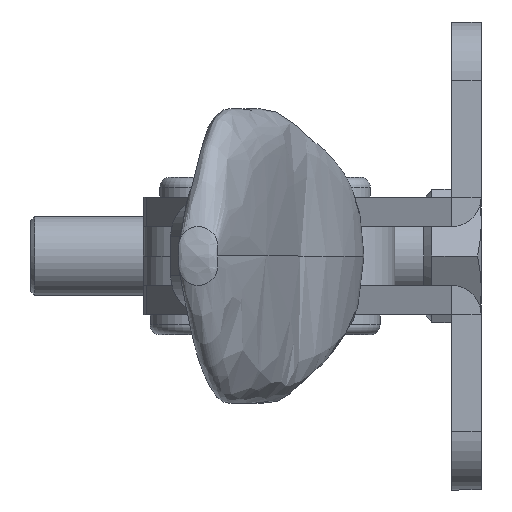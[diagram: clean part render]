
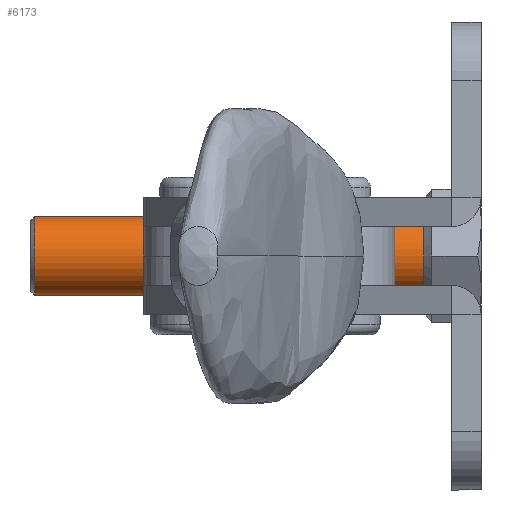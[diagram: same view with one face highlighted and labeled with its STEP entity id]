
A CAD part, left-side view. The second image highlights one B-rep face of the part: STEP entity #6173.
In plain terms, the highlighted cylindrical face has radius 2 mm (diameter 4 mm), a partial arc.
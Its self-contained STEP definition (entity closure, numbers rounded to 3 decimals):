
#1580 = FACE_OUTER_BOUND ( 'NONE', #22843, .T. ) ;
#1585 = CYLINDRICAL_SURFACE ( 'NONE', #7650, 2. ) ;
#5938 = CARTESIAN_POINT ( 'NONE',  ( 22.725, 0., -2. ) ) ;
#5948 = CARTESIAN_POINT ( 'NONE',  ( 2.925, 0., -2. ) ) ;
#5949 = CARTESIAN_POINT ( 'NONE',  ( 2.925, 0., 2. ) ) ;
#5958 = CARTESIAN_POINT ( 'NONE',  ( 22.725, 0., 2. ) ) ;
#6115 = DIRECTION ( 'NONE',  ( -1., 0., 0. ) ) ;
#6127 = CARTESIAN_POINT ( 'NONE',  ( 22.925, 0., -2. ) ) ;
#6131 = CARTESIAN_POINT ( 'NONE',  ( 22.725, 0., 0. ) ) ;
#6132 = DIRECTION ( 'NONE',  ( -1., 0., 0. ) ) ;
#6134 = DIRECTION ( 'NONE',  ( 0., 0., -1. ) ) ;
#6136 = CARTESIAN_POINT ( 'NONE',  ( 22.925, 0., 2. ) ) ;
#6137 = DIRECTION ( 'NONE',  ( -1., 0., 0. ) ) ;
#6143 = CARTESIAN_POINT ( 'NONE',  ( 2.925, 0., 0. ) ) ;
#6145 = DIRECTION ( 'NONE',  ( 1., 0., 0. ) ) ;
#6146 = DIRECTION ( 'NONE',  ( 0., 0., -1. ) ) ;
#6173 = ADVANCED_FACE ( 'NONE', ( #1580 ), #1585, .T. ) ;
#7650 = AXIS2_PLACEMENT_3D ( 'NONE', #13769, #13767, #13765 ) ;
#13765 = DIRECTION ( 'NONE',  ( 0., 0., 1. ) ) ;
#13767 = DIRECTION ( 'NONE',  ( -1., 0., 0. ) ) ;
#13769 = CARTESIAN_POINT ( 'NONE',  ( 22.925, 0., 0. ) ) ;
#16622 = CIRCLE ( 'NONE', #17488, 2. ) ;
#16625 = LINE ( 'NONE', #6127, #16629 ) ;
#16628 = CIRCLE ( 'NONE', #17489, 2. ) ;
#16629 = VECTOR ( 'NONE', #6137, 1000. ) ;
#16630 = LINE ( 'NONE', #6136, #16632 ) ;
#16632 = VECTOR ( 'NONE', #6115, 1000. ) ;
#17488 = AXIS2_PLACEMENT_3D ( 'NONE', #6131, #6132, #6134 ) ;
#17489 = AXIS2_PLACEMENT_3D ( 'NONE', #6143, #6145, #6146 ) ;
#18662 = VERTEX_POINT ( 'NONE', #5938 ) ;
#18672 = VERTEX_POINT ( 'NONE', #5948 ) ;
#18673 = VERTEX_POINT ( 'NONE', #5949 ) ;
#18683 = VERTEX_POINT ( 'NONE', #5958 ) ;
#19335 = EDGE_CURVE ( 'NONE', #18683, #18662, #16622, .T. ) ;
#19337 = EDGE_CURVE ( 'NONE', #18662, #18672, #16625, .T. ) ;
#19338 = EDGE_CURVE ( 'NONE', #18672, #18673, #16628, .T. ) ;
#19339 = EDGE_CURVE ( 'NONE', #18683, #18673, #16630, .T. ) ;
#22843 = EDGE_LOOP ( 'NONE', ( #23240, #23241, #23242, #23243 ) ) ;
#23240 = ORIENTED_EDGE ( 'NONE', *, *, #19335, .T. ) ;
#23241 = ORIENTED_EDGE ( 'NONE', *, *, #19337, .T. ) ;
#23242 = ORIENTED_EDGE ( 'NONE', *, *, #19338, .T. ) ;
#23243 = ORIENTED_EDGE ( 'NONE', *, *, #19339, .F. ) ;
